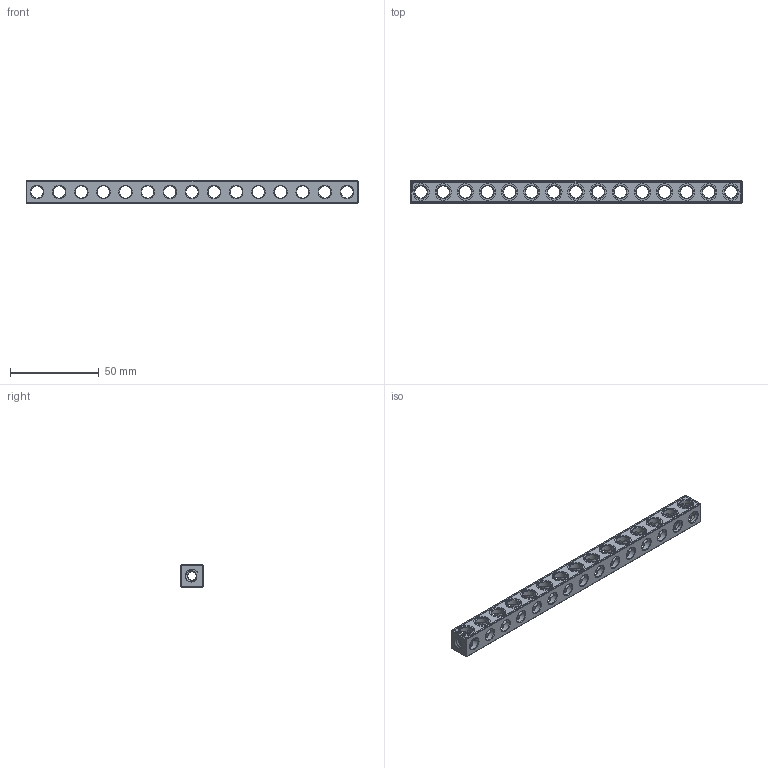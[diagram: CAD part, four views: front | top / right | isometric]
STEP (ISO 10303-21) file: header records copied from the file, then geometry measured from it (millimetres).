
FILE_DESCRIPTION(('FreeCAD Model'),'2;1');
FILE_NAME('Open CASCADE Shape Model','2021-07-01T22:47:14',( 'Paulo Kiefe'),('STEMFIE.org'),'Open CASCADE STEP processor 7.4', 'FreeCAD','Unknown');
FILE_SCHEMA(('AUTOMOTIVE_DESIGN { 1 0 10303 214 1 1 1 1 }'));
Products named in the file (1): Beam_STR_ESS_ERHRH_DE_BU15x01x01_-_SPN-BEM-0814_(stemfie.org)
Bounding box: 187.5 x 12.5 x 12.5 mm (x, y, z)
Volume: 14775 mm3; surface area: 13599.7 mm2
Topology: 1 solids, 1 shells, 698 faces, 2136 edges, 1430 vertices
Faces by surface type: plane 369, extrusion 138, cylinder 95, cone 60, bspline 36
Full cylindrical faces by diameter (mm): 7 x78, 9.2 x15
Entity records: 92082 total; most frequent: CARTESIAN_POINT 52482, DIRECTION 6271, ORIENTED_EDGE 4272, PCURVE 4272, DEFINITIONAL_REPRESENTATION 4272, VECTOR 4220, LINE 4082, EDGE_CURVE 2136
